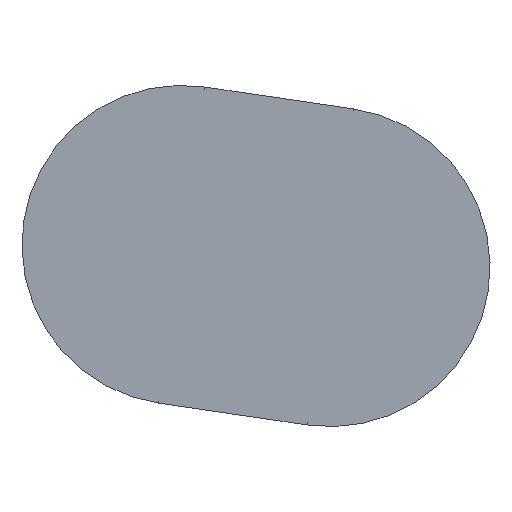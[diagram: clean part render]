
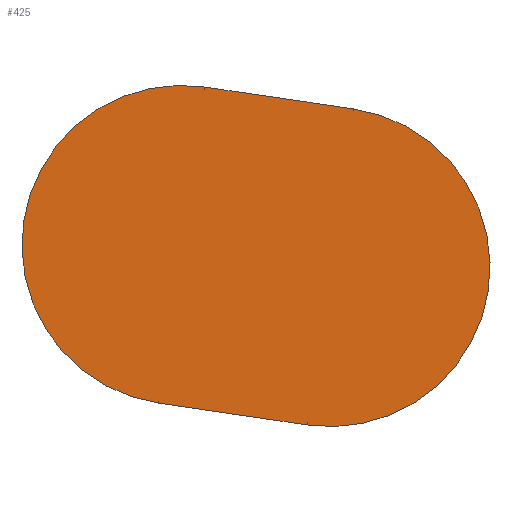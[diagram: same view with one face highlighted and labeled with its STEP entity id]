
A CAD part, front view. The second image highlights one B-rep face of the part: STEP entity #425.
In plain terms, the highlighted planar face has unit normal (0, -1, 0).
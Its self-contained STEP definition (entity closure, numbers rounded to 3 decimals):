
#46=LINE('',#682,#71);
#47=LINE('',#685,#72);
#71=VECTOR('',#569,1.);
#72=VECTOR('',#574,1.);
#99=FACE_OUTER_BOUND('',#125,.T.);
#125=EDGE_LOOP('',(#304,#305,#306,#307));
#148=CIRCLE('',#473,8.5);
#151=CIRCLE('',#477,8.5);
#171=VERTEX_POINT('',#655);
#173=VERTEX_POINT('',#658);
#176=VERTEX_POINT('',#665);
#178=VERTEX_POINT('',#669);
#212=EDGE_CURVE('',#173,#171,#148,.T.);
#218=EDGE_CURVE('',#178,#176,#151,.T.);
#225=EDGE_CURVE('',#176,#171,#46,.T.);
#226=EDGE_CURVE('',#173,#178,#47,.T.);
#304=ORIENTED_EDGE('',*,*,#225,.F.);
#305=ORIENTED_EDGE('',*,*,#218,.F.);
#306=ORIENTED_EDGE('',*,*,#226,.F.);
#307=ORIENTED_EDGE('',*,*,#212,.T.);
#378=PLANE('',#483);
#425=ADVANCED_FACE('',(#99),#378,.T.);
#473=AXIS2_PLACEMENT_3D('',#659,#542,#543);
#477=AXIS2_PLACEMENT_3D('',#671,#553,#554);
#483=AXIS2_PLACEMENT_3D('',#684,#572,#573);
#542=DIRECTION('center_axis',(0.,-1.,0.));
#543=DIRECTION('ref_axis',(-0.146,0.,-0.989));
#553=DIRECTION('center_axis',(0.,1.,0.));
#554=DIRECTION('ref_axis',(-0.146,0.,-0.989));
#569=DIRECTION('',(0.989,0.,-0.146));
#572=DIRECTION('center_axis',(0.,-1.,0.));
#573=DIRECTION('ref_axis',(0.989,0.,-0.146));
#574=DIRECTION('',(-0.989,0.,0.146));
#655=CARTESIAN_POINT('',(5.195,-14.,7.827));
#658=CARTESIAN_POINT('',(2.72,-14.,-8.992));
#659=CARTESIAN_POINT('Origin',(3.957,-14.,-0.582));
#665=CARTESIAN_POINT('',(-2.72,-14.,8.992));
#669=CARTESIAN_POINT('',(-5.195,-14.,-7.827));
#671=CARTESIAN_POINT('Origin',(-3.957,-14.,0.582));
#682=CARTESIAN_POINT('',(4.7,-14.,7.9));
#684=CARTESIAN_POINT('Origin',(5.689,-14.,7.755));
#685=CARTESIAN_POINT('',(3.215,-14.,-9.064));
